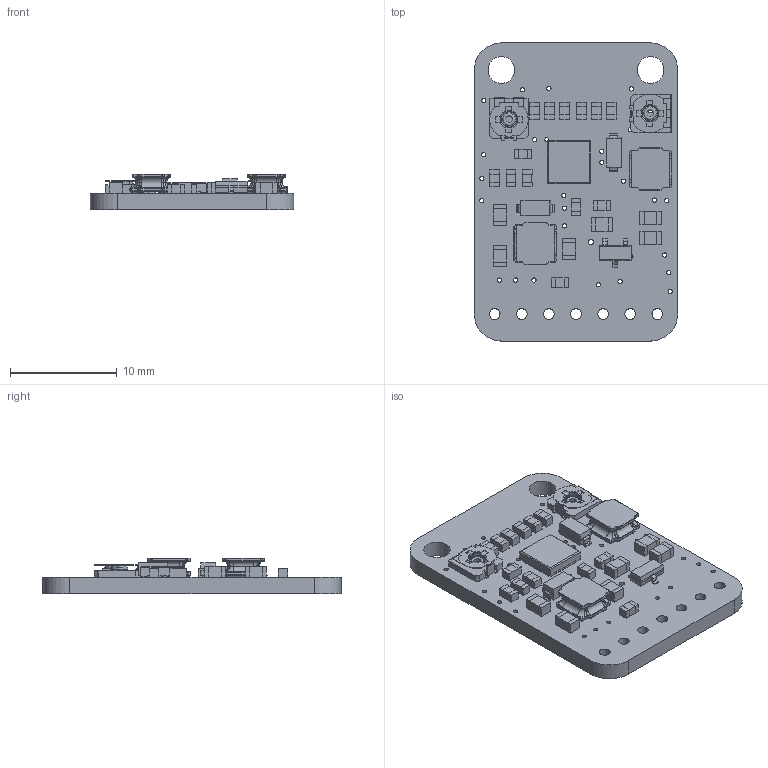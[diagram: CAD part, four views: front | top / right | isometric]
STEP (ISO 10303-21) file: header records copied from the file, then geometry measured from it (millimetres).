
FILE_DESCRIPTION(/* description */ ('','CAx-IF Rec.Pracs.---Representation and Presentation of Product Manufacturing Information (PMI)---4.0---2014-10-13'),/* implementation_level */ '2;1');
FILE_NAME(/* name */ 'PCB Component.step',/* time_stamp */ '2025-03-20T08:55:25-04:00',/* author */ (''),/* organization */ (''),/* preprocessor_version */ 'ST-DEVELOPER v20',/* originating_system */ 'Autodesk Translation Framework v13.20.0.188',/* authorisation */ '');
FILE_SCHEMA (('AP242_MANAGED_MODEL_BASED_3D_ENGINEERING_MIM_LF { 1 0 10303 442 1 1 4 }'));
Length unit declared in the file: millimetre
Products named in the file (9): PCB Component; Board; 47K; 22uF/16V; MBR120; 4.7uH 2A / YSMC0420V-4R7M; TPS65131; AO3401A; 100K
Assembly tree (28 placements, depth 2):
  PCB Component
    Board
    47K  x13
    22uF/16V  x6
    MBR120  x2
    4.7uH 2A / YSMC0420V-4R7M  x2
    TPS65131
    AO3401A
    100K  x2
Bounding box: 19.05 x 27.94 x 3.37 mm (x, y, z)
Volume: 910.5 mm3; surface area: 1813.1 mm2
Topology: 40 solids, 40 shells, 1613 faces, 4027 edges, 2402 vertices
Faces by surface type: plane 904, cylinder 445, sphere 96, bspline 88, torus 80
Full cylindrical faces by diameter (mm): 0.394 x3, 0.4 x36, 0.5 x1, 0.635 x2, 1 x7, 1.5 x2, 1.6 x2, 2.5 x2
Entity records: 28364 total; most frequent: CARTESIAN_POINT 6255, DIRECTION 4508, ORIENTED_EDGE 4364, EDGE_CURVE 2182, LINE 1514, VECTOR 1514, AXIS2_PLACEMENT_3D 1497, VERTEX_POINT 1332
